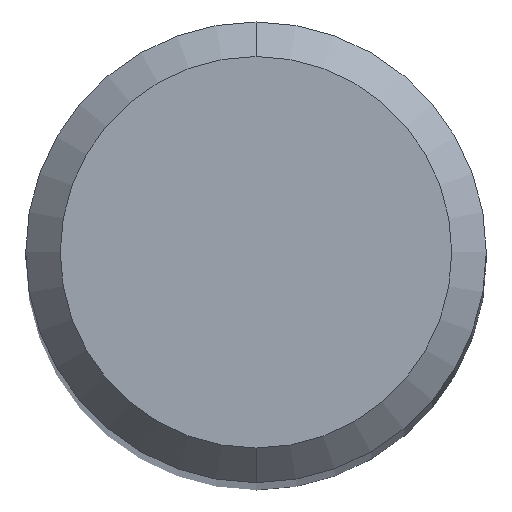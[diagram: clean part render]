
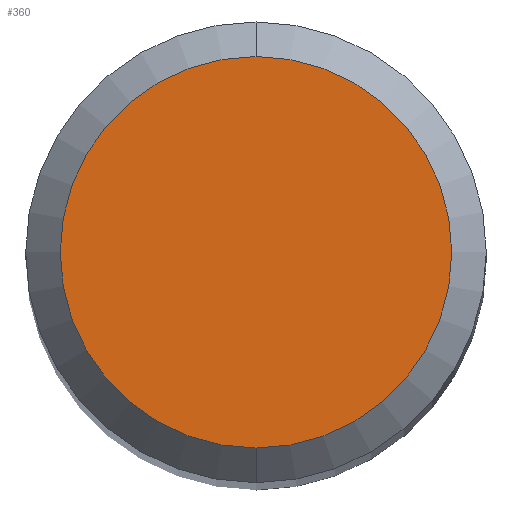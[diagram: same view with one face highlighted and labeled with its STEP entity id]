
A CAD part, top view. The second image highlights one B-rep face of the part: STEP entity #360.
In plain terms, the highlighted planar face has unit normal (0, 0, 1).
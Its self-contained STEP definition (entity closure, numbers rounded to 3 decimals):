
#280=EDGE_CURVE('',#450,#466,#626,.T.);
#290=EDGE_CURVE('',#466,#450,#636,.T.);
#360=ADVANCED_FACE('',(#713),#714,.T.);
#450=VERTEX_POINT('',#810);
#466=VERTEX_POINT('',#828);
#626=CIRCLE('',#1117,1.7);
#636=CIRCLE('',#1131,1.7);
#713=FACE_OUTER_BOUND('',#1288,.T.);
#714=PLANE('',#1289);
#810=CARTESIAN_POINT('',(0.,-1.7,0.0));
#828=CARTESIAN_POINT('',(0.0,1.7,0.0));
#1117=AXIS2_PLACEMENT_3D('',#1673,#1674,#1675);
#1131=AXIS2_PLACEMENT_3D('',#1680,#1681,#1682);
#1288=EDGE_LOOP('',(#1775,#1776));
#1289=AXIS2_PLACEMENT_3D('',#1777,#1778,#1779);
#1673=CARTESIAN_POINT('',(0.0,0.0,0.0));
#1674=DIRECTION('',(0.0,0.0,-1.0));
#1675=DIRECTION('',(0.0,1.0,0.0));
#1680=CARTESIAN_POINT('',(0.0,0.0,0.0));
#1681=DIRECTION('',(0.0,0.0,-1.0));
#1682=DIRECTION('',(0.0,1.0,0.0));
#1775=ORIENTED_EDGE('',*,*,#290,.F.);
#1776=ORIENTED_EDGE('',*,*,#280,.F.);
#1777=CARTESIAN_POINT('',(0.0,0.85,0.0));
#1778=DIRECTION('',(-0.0,0.0,1.0));
#1779=DIRECTION('',(0.0,-1.0,0.0));
